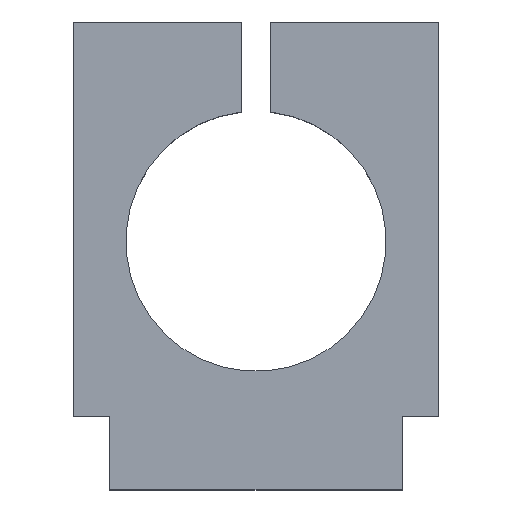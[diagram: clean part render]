
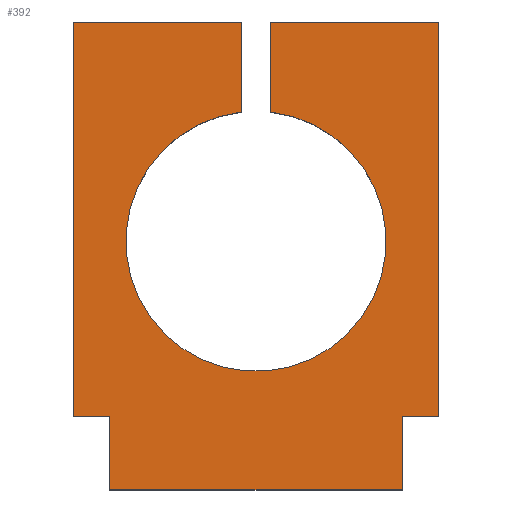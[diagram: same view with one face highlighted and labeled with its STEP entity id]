
A CAD part, top view. The second image highlights one B-rep face of the part: STEP entity #392.
In plain terms, the highlighted planar face has unit normal (0, 0, 1).
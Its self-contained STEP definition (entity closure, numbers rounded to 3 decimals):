
#36=PLANE('',#440);
#58=FACE_OUTER_BOUND('',#85,.T.);
#85=EDGE_LOOP('',(#348,#349,#350,#351,#352,#353,#354,#355,#356,#357,#358,
#359));
#95=LINE('',#590,#134);
#101=LINE('',#602,#140);
#103=LINE('',#607,#142);
#107=LINE('',#614,#146);
#117=LINE('',#637,#156);
#118=LINE('',#639,#157);
#119=LINE('',#642,#158);
#122=LINE('',#648,#161);
#124=LINE('',#651,#163);
#126=LINE('',#655,#165);
#127=LINE('',#657,#166);
#134=VECTOR('',#488,10.);
#140=VECTOR('',#496,10.);
#142=VECTOR('',#500,10.);
#146=VECTOR('',#506,10.);
#156=VECTOR('',#526,10.);
#157=VECTOR('',#529,10.);
#158=VECTOR('',#532,10.);
#161=VECTOR('',#537,10.);
#163=VECTOR('',#541,10.);
#165=VECTOR('',#545,10.);
#166=VECTOR('',#548,10.);
#178=CIRCLE('',#432,8.9);
#190=VERTEX_POINT('',#587);
#191=VERTEX_POINT('',#589);
#193=VERTEX_POINT('',#595);
#196=VERTEX_POINT('',#600);
#197=VERTEX_POINT('',#604);
#200=VERTEX_POINT('',#611);
#207=VERTEX_POINT('',#633);
#208=VERTEX_POINT('',#635);
#209=VERTEX_POINT('',#641);
#210=VERTEX_POINT('',#645);
#211=VERTEX_POINT('',#647);
#212=VERTEX_POINT('',#653);
#229=EDGE_CURVE('',#190,#191,#95,.T.);
#235=EDGE_CURVE('',#196,#193,#101,.T.);
#237=EDGE_CURVE('',#197,#190,#103,.T.);
#241=EDGE_CURVE('',#200,#193,#107,.T.);
#243=EDGE_CURVE('',#197,#200,#178,.T.);
#253=EDGE_CURVE('',#207,#208,#117,.T.);
#254=EDGE_CURVE('',#208,#191,#118,.T.);
#255=EDGE_CURVE('',#209,#207,#119,.T.);
#258=EDGE_CURVE('',#210,#211,#122,.T.);
#260=EDGE_CURVE('',#211,#196,#124,.T.);
#262=EDGE_CURVE('',#212,#210,#126,.T.);
#263=EDGE_CURVE('',#209,#212,#127,.T.);
#348=ORIENTED_EDGE('',*,*,#237,.F.);
#349=ORIENTED_EDGE('',*,*,#243,.T.);
#350=ORIENTED_EDGE('',*,*,#241,.T.);
#351=ORIENTED_EDGE('',*,*,#235,.F.);
#352=ORIENTED_EDGE('',*,*,#260,.F.);
#353=ORIENTED_EDGE('',*,*,#258,.F.);
#354=ORIENTED_EDGE('',*,*,#262,.F.);
#355=ORIENTED_EDGE('',*,*,#263,.F.);
#356=ORIENTED_EDGE('',*,*,#255,.T.);
#357=ORIENTED_EDGE('',*,*,#253,.T.);
#358=ORIENTED_EDGE('',*,*,#254,.T.);
#359=ORIENTED_EDGE('',*,*,#229,.F.);
#392=ADVANCED_FACE('',(#58),#36,.T.);
#432=AXIS2_PLACEMENT_3D('',#617,#511,#512);
#440=AXIS2_PLACEMENT_3D('',#656,#546,#547);
#488=DIRECTION('',(1.,0.,0.));
#496=DIRECTION('',(1.,0.,0.));
#500=DIRECTION('',(0.,1.,0.));
#506=DIRECTION('',(0.,1.,0.));
#511=DIRECTION('center_axis',(0.,0.,-1.));
#512=DIRECTION('ref_axis',(1.,0.,0.));
#526=DIRECTION('',(1.,0.,0.));
#529=DIRECTION('',(0.,1.,0.));
#532=DIRECTION('',(0.,1.,0.));
#537=DIRECTION('',(-1.,0.,0.));
#541=DIRECTION('',(0.,1.,0.));
#545=DIRECTION('',(0.,1.,0.));
#546=DIRECTION('center_axis',(0.,0.,1.));
#547=DIRECTION('ref_axis',(1.,0.,0.));
#548=DIRECTION('',(-1.,0.,0.));
#587=CARTESIAN_POINT('',(-9.,32.,0.));
#589=CARTESIAN_POINT('',(2.5,32.,0.));
#590=CARTESIAN_POINT('',(-20.,32.,0.));
#595=CARTESIAN_POINT('',(-11.,32.,0.));
#600=CARTESIAN_POINT('',(-22.5,32.,0.));
#602=CARTESIAN_POINT('',(-20.,32.,0.));
#604=CARTESIAN_POINT('',(-9.,25.844,0.));
#607=CARTESIAN_POINT('',(-9.,30.,0.));
#611=CARTESIAN_POINT('',(-11.,25.844,0.));
#614=CARTESIAN_POINT('',(-11.,30.,0.));
#617=CARTESIAN_POINT('Origin',(-10.,17.,0.));
#633=CARTESIAN_POINT('',(0.,5.,0.));
#635=CARTESIAN_POINT('',(2.5,5.,0.));
#637=CARTESIAN_POINT('',(0.,5.,0.));
#639=CARTESIAN_POINT('',(2.5,30.,0.));
#641=CARTESIAN_POINT('',(0.,0.,0.));
#642=CARTESIAN_POINT('',(0.,0.,0.));
#645=CARTESIAN_POINT('',(-20.,5.,0.));
#647=CARTESIAN_POINT('',(-22.5,5.,0.));
#648=CARTESIAN_POINT('',(-20.,5.,0.));
#651=CARTESIAN_POINT('',(-22.5,30.,0.));
#653=CARTESIAN_POINT('',(-20.,0.,0.));
#655=CARTESIAN_POINT('',(-20.,0.,0.));
#656=CARTESIAN_POINT('Origin',(-20.,0.,0.));
#657=CARTESIAN_POINT('',(0.,0.,0.));
